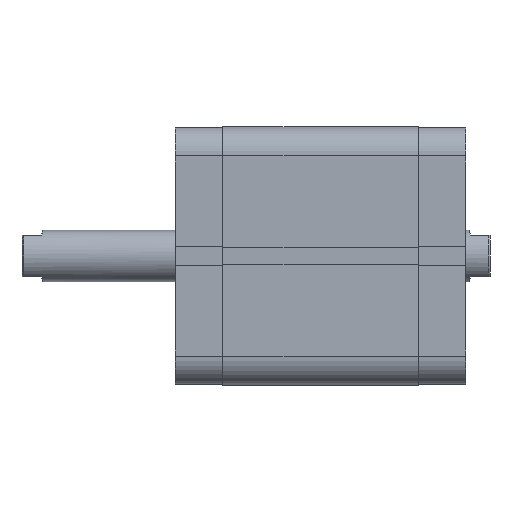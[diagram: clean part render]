
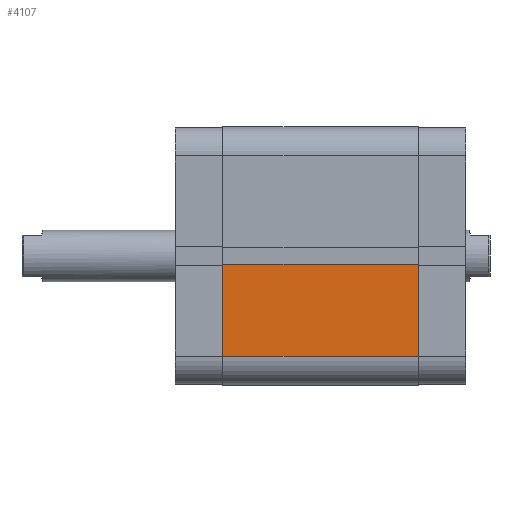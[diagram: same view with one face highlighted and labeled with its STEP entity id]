
A CAD part, front view. The second image highlights one B-rep face of the part: STEP entity #4107.
In plain terms, the highlighted planar face has unit normal (0, -1, 0).
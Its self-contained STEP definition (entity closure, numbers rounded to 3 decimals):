
#728 = FACE_OUTER_BOUND ( 'NONE', #5914, .T. ) ;
#1929 = CARTESIAN_POINT ( 'NONE',  ( 0., -40., 60.5 ) ) ;
#1930 = PLANE ( 'NONE',  #6883 ) ;
#1932 = DIRECTION ( 'NONE',  ( 0., 1., 0. ) ) ;
#1933 = DIRECTION ( 'NONE',  ( 0., 0., 1. ) ) ;
#2605 = CARTESIAN_POINT ( 'NONE',  ( -2.6, -40., 60.5 ) ) ;
#2606 = CARTESIAN_POINT ( 'NONE',  ( -2.6, -40., 0. ) ) ;
#2607 = CARTESIAN_POINT ( 'NONE',  ( -31., -40., 60.5 ) ) ;
#2608 = CARTESIAN_POINT ( 'NONE',  ( -31., -40., 0. ) ) ;
#3027 = CARTESIAN_POINT ( 'NONE',  ( 0., -40., 60.5 ) ) ;
#3028 = DIRECTION ( 'NONE',  ( 1., 0., 0. ) ) ;
#3029 = CARTESIAN_POINT ( 'NONE',  ( 0., -40., 0. ) ) ;
#3030 = CARTESIAN_POINT ( 'NONE',  ( -31., -40., 60.5 ) ) ;
#3031 = DIRECTION ( 'NONE',  ( 0., 0., -1. ) ) ;
#3037 = CARTESIAN_POINT ( 'NONE',  ( -2.6, -40., 60.5 ) ) ;
#3038 = DIRECTION ( 'NONE',  ( 0., 0., -1. ) ) ;
#3040 = DIRECTION ( 'NONE',  ( 1., 0., 0. ) ) ;
#3244 = LINE ( 'NONE', #3027, #3245 ) ;
#3245 = VECTOR ( 'NONE', #3028, 1000. ) ;
#3246 = LINE ( 'NONE', #3030, #3247 ) ;
#3247 = VECTOR ( 'NONE', #3031, 1000. ) ;
#3250 = LINE ( 'NONE', #3029, #3254 ) ;
#3252 = LINE ( 'NONE', #3037, #3253 ) ;
#3253 = VECTOR ( 'NONE', #3038, 1000. ) ;
#3254 = VECTOR ( 'NONE', #3040, 1000. ) ;
#4107 = ADVANCED_FACE ( 'NONE', ( #728 ), #1930, .F. ) ;
#4224 = ORIENTED_EDGE ( 'NONE', *, *, #6312, .F. ) ;
#4227 = ORIENTED_EDGE ( 'NONE', *, *, #6316, .F. ) ;
#4230 = ORIENTED_EDGE ( 'NONE', *, *, #6317, .T. ) ;
#4233 = ORIENTED_EDGE ( 'NONE', *, *, #6313, .T. ) ;
#5177 = VERTEX_POINT ( 'NONE', #2605 ) ;
#5178 = VERTEX_POINT ( 'NONE', #2606 ) ;
#5179 = VERTEX_POINT ( 'NONE', #2607 ) ;
#5180 = VERTEX_POINT ( 'NONE', #2608 ) ;
#5914 = EDGE_LOOP ( 'NONE', ( #4230, #4227, #4224, #4233 ) ) ;
#6312 = EDGE_CURVE ( 'NONE', #5179, #5177, #3244, .T. ) ;
#6313 = EDGE_CURVE ( 'NONE', #5179, #5180, #3246, .T. ) ;
#6316 = EDGE_CURVE ( 'NONE', #5177, #5178, #3252, .T. ) ;
#6317 = EDGE_CURVE ( 'NONE', #5180, #5178, #3250, .T. ) ;
#6883 = AXIS2_PLACEMENT_3D ( 'NONE', #1929, #1932, #1933 ) ;
